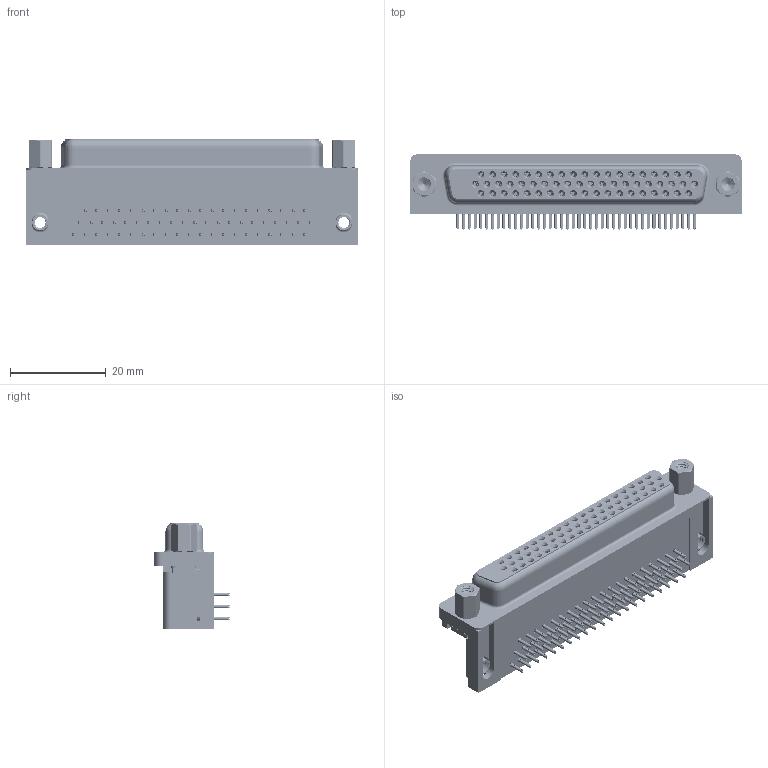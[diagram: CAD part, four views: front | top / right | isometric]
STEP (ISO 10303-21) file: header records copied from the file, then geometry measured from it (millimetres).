
FILE_DESCRIPTION (( 'STEP AP203' ), '1' );
FILE_NAME ('634-062-363-053.STEP', '2018-11-10T02:06:14', ( '' ), ( '' ), 'SwSTEP 2.0', 'SolidWorks 2016', '' );
FILE_SCHEMA (( 'CONFIG_CONTROL_DESIGN' ));
Length unit declared in the file: millimetre
Products named in the file (9): Contact Bottom; Contact Middle; Contact Top; 4-40 Threaded Board Mount; 4-40 Threaded Rivet; 4-40 Hex Standoff; 634-062-363-053; 634 Housing_62 Socket; 634 Shell_62 Socket
Assembly tree (70 placements, depth 2):
  634-062-363-053
    634 Housing_62 Socket
    634 Shell_62 Socket
    Contact Bottom  x20
    Contact Middle  x21
    Contact Top  x21
    4-40 Threaded Board Mount  x2
    4-40 Threaded Rivet  x2
    4-40 Hex Standoff  x2
Bounding box: 69.4 x 15.73 x 22.1 mm (x, y, z)
Volume: 13157.2 mm3; surface area: 18285.2 mm2
Topology: 74 solids, 74 shells, 9247 faces, 24314 edges, 15262 vertices
Faces by surface type: plane 4113, bspline 2176, cylinder 2130, cone 778, torus 50
Entity records: 58918 total; most frequent: CARTESIAN_POINT 19192, ORIENTED_EDGE 7814, DIRECTION 7258, EDGE_CURVE 3907, VECTOR 2638, LINE 2638, VERTEX_POINT 2504, AXIS2_PLACEMENT_3D 2310
